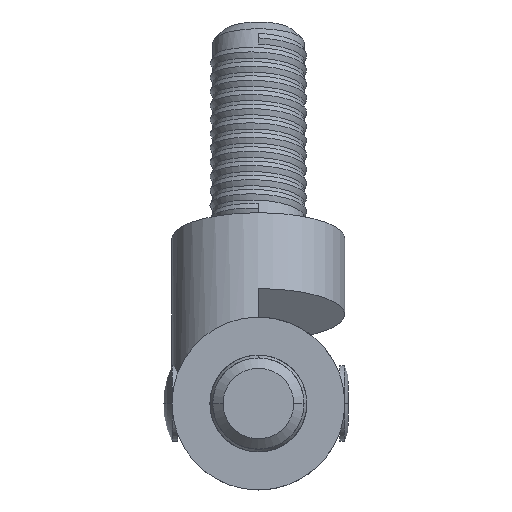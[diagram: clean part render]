
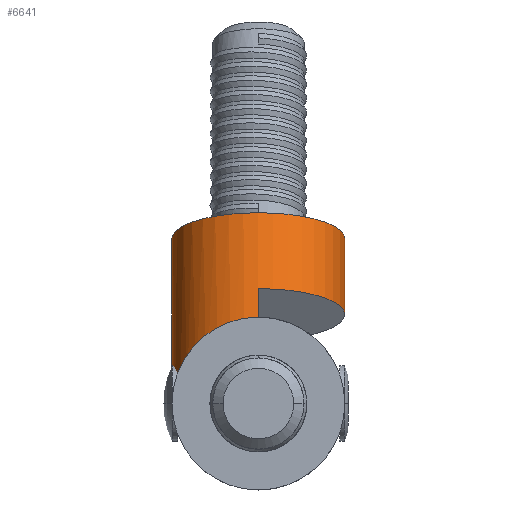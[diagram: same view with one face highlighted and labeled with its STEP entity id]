
A CAD part, left-side view. The second image highlights one B-rep face of the part: STEP entity #6641.
In plain terms, the highlighted cylindrical face has radius 3.175 mm (diameter 6.35 mm), a partial arc.
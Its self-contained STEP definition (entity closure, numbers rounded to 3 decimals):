
#2547 = CARTESIAN_POINT ( 'NONE',  ( 0.386, 2.736, -0.235 ) ) ;
#2570 = CARTESIAN_POINT ( 'NONE',  ( 2.255, -3.487, 2.774 ) ) ;
#2594 = CARTESIAN_POINT ( 'NONE',  ( -1.797, -0.312, 0.445 ) ) ;
#2595 = DIRECTION ( 'NONE',  ( 0., 1., 0. ) ) ;
#2596 = DIRECTION ( 'NONE',  ( 0.298, 0., 0.955 ) ) ;
#2597 = CARTESIAN_POINT ( 'NONE',  ( 1.234, -0.312, -0.5 ) ) ;
#2598 = AXIS2_PLACEMENT_3D ( 'NONE', #2597, #2596, #2595 ) ;
#2599 = CIRCLE ( 'NONE', #2598, 3.175 ) ;
#2605 = CARTESIAN_POINT ( 'NONE',  ( 1.499, 2.863, 0.349 ) ) ;
#2606 = CARTESIAN_POINT ( 'NONE',  ( 1.388, 2.863, 0.384 ) ) ;
#2607 = CARTESIAN_POINT ( 'NONE',  ( 1.268, 2.857, 0.396 ) ) ;
#2608 = CARTESIAN_POINT ( 'NONE',  ( 1.038, 2.834, 0.375 ) ) ;
#2609 = CARTESIAN_POINT ( 'NONE',  ( 0.924, 2.817, 0.341 ) ) ;
#2610 = CARTESIAN_POINT ( 'NONE',  ( 0.719, 2.784, 0.234 ) ) ;
#2611 = CARTESIAN_POINT ( 'NONE',  ( 0.627, 2.768, 0.16 ) ) ;
#2612 = CARTESIAN_POINT ( 'NONE',  ( 0.478, 2.744, -0.019 ) ) ;
#2613 = CARTESIAN_POINT ( 'NONE',  ( 0.421, 2.736, -0.122 ) ) ;
#2614 = CARTESIAN_POINT ( 'NONE',  ( 0.386, 2.736, -0.235 ) ) ;
#2622 = B_SPLINE_CURVE_WITH_KNOTS ( 'NONE', 3,
 ( #2614, #2613, #2612, #2611, #2610, #2609, #2608, #2607, #2606, #2605 ),
 .UNSPECIFIED., .F., .F.,
 ( 4, 2, 2, 2, 4 ),
 ( 0., 0., 0.001, 0.001, 0.001 ),
 .UNSPECIFIED. ) ;
#2630 = CARTESIAN_POINT ( 'NONE',  ( 3.124, -3.487, 5.563 ) ) ;
#2631 = DIRECTION ( 'NONE',  ( 0.298, 0., 0.955 ) ) ;
#2632 = VECTOR ( 'NONE', #2631, 1000. ) ;
#2633 = CARTESIAN_POINT ( 'NONE',  ( 5.482, -3.487, 13.128 ) ) ;
#2634 = LINE ( 'NONE', #2633, #2632 ) ;
#2645 = FACE_OUTER_BOUND ( 'NONE', #6647, .T. ) ;
#2666 = CARTESIAN_POINT ( 'NONE',  ( 3.124, 2.863, 5.563 ) ) ;
#2667 = DIRECTION ( 'NONE',  ( 0.298, 0., 0.955 ) ) ;
#2668 = VECTOR ( 'NONE', #2667, 1000. ) ;
#2669 = CARTESIAN_POINT ( 'NONE',  ( 2.451, -0.312, 14.073 ) ) ;
#2670 = LINE ( 'NONE', #2669, #2668 ) ;
#2675 = DIRECTION ( 'NONE',  ( 0., 1., 0. ) ) ;
#2676 = DIRECTION ( 'NONE',  ( 0.298, 0., 0.955 ) ) ;
#2677 = AXIS2_PLACEMENT_3D ( 'NONE', #2680, #2676, #2675 ) ;
#2678 = CYLINDRICAL_SURFACE ( 'NONE', #2677, 3.175 ) ;
#2680 = CARTESIAN_POINT ( 'NONE',  ( 5.482, -0.312, 13.128 ) ) ;
#2715 = CARTESIAN_POINT ( 'NONE',  ( 1.499, 2.863, 0.349 ) ) ;
#2717 = CARTESIAN_POINT ( 'NONE',  ( -0.776, -0.312, 3.719 ) ) ;
#2718 = DIRECTION ( 'NONE',  ( 0.298, 0., 0.955 ) ) ;
#2719 = VECTOR ( 'NONE', #2718, 1000. ) ;
#2720 = CARTESIAN_POINT ( 'NONE',  ( 5.482, 2.863, 13.128 ) ) ;
#2721 = LINE ( 'NONE', #2720, #2719 ) ;
#2727 = DIRECTION ( 'NONE',  ( -0.955, 0., 0.298 ) ) ;
#2728 = DIRECTION ( 'NONE',  ( 0.298, 0., 0.955 ) ) ;
#2729 = AXIS2_PLACEMENT_3D ( 'NONE', #2735, #2728, #2727 ) ;
#2730 = CIRCLE ( 'NONE', #2729, 3.175 ) ;
#2735 = CARTESIAN_POINT ( 'NONE',  ( 2.255, -0.312, 2.774 ) ) ;
#2761 = DIRECTION ( 'NONE',  ( 0., 1., 0. ) ) ;
#2762 = DIRECTION ( 'NONE',  ( 0.298, 0., 0.955 ) ) ;
#2763 = CARTESIAN_POINT ( 'NONE',  ( 3.124, -0.312, 5.563 ) ) ;
#2764 = AXIS2_PLACEMENT_3D ( 'NONE', #2763, #2762, #2761 ) ;
#2765 = CIRCLE ( 'NONE', #2764, 3.175 ) ;
#6613 = VERTEX_POINT ( 'NONE', #2547 ) ;
#6614 = ORIENTED_EDGE ( 'NONE', *, *, #6615, .T. ) ;
#6615 = EDGE_CURVE ( 'NONE', #6613, #6616, #2599, .T. ) ;
#6616 = VERTEX_POINT ( 'NONE', #2594 ) ;
#6625 = VERTEX_POINT ( 'NONE', #2570 ) ;
#6626 = ORIENTED_EDGE ( 'NONE', *, *, #6627, .T. ) ;
#6627 = EDGE_CURVE ( 'NONE', #6625, #6628, #2634, .T. ) ;
#6628 = VERTEX_POINT ( 'NONE', #2630 ) ;
#6632 = ORIENTED_EDGE ( 'NONE', *, *, #6633, .F. ) ;
#6633 = EDGE_CURVE ( 'NONE', #6613, #6651, #2622, .T. ) ;
#6641 = ADVANCED_FACE ( 'NONE', ( #2645 ), #2678, .T. ) ;
#6643 = EDGE_CURVE ( 'NONE', #6616, #6648, #2670, .T. ) ;
#6644 = VERTEX_POINT ( 'NONE', #2666 ) ;
#6645 = ORIENTED_EDGE ( 'NONE', *, *, #6646, .F. ) ;
#6646 = EDGE_CURVE ( 'NONE', #6651, #6644, #2721, .T. ) ;
#6647 = EDGE_LOOP ( 'NONE', ( #6649, #6626, #6670, #6645, #6632, #6614, #6655 ) ) ;
#6648 = VERTEX_POINT ( 'NONE', #2717 ) ;
#6649 = ORIENTED_EDGE ( 'NONE', *, *, #6663, .T. ) ;
#6651 = VERTEX_POINT ( 'NONE', #2715 ) ;
#6655 = ORIENTED_EDGE ( 'NONE', *, *, #6643, .T. ) ;
#6663 = EDGE_CURVE ( 'NONE', #6648, #6625, #2730, .T. ) ;
#6670 = ORIENTED_EDGE ( 'NONE', *, *, #6671, .F. ) ;
#6671 = EDGE_CURVE ( 'NONE', #6644, #6628, #2765, .T. ) ;
